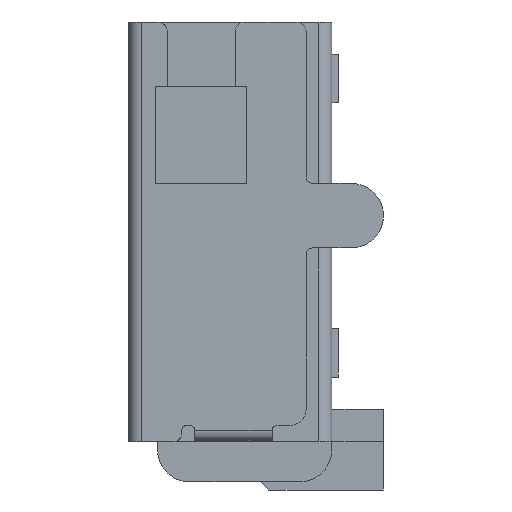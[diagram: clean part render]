
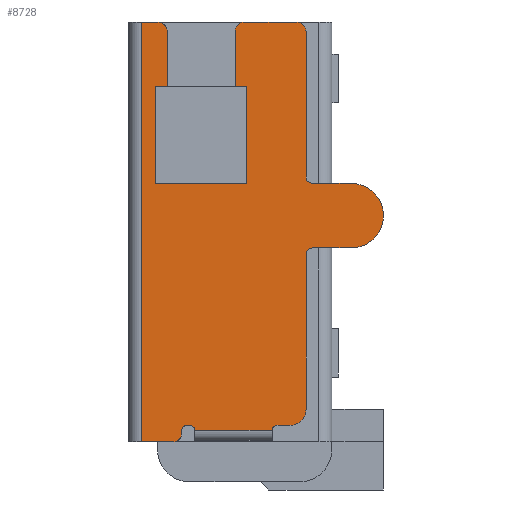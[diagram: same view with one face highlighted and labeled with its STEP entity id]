
A CAD part, left-side view. The second image highlights one B-rep face of the part: STEP entity #8728.
In plain terms, the highlighted planar face has unit normal (-1, 0, 0).
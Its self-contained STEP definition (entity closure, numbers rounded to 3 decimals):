
#232=CIRCLE('',#9336,1.);
#233=CIRCLE('',#9338,0.3);
#234=CIRCLE('',#9339,0.3);
#235=CIRCLE('',#9340,0.2);
#236=CIRCLE('',#9341,0.2);
#237=CIRCLE('',#9342,0.3);
#238=CIRCLE('',#9343,0.25);
#239=CIRCLE('',#9344,0.15);
#240=CIRCLE('',#9345,0.15);
#241=CIRCLE('',#9346,0.15);
#242=CIRCLE('',#9347,0.5);
#243=CIRCLE('',#9348,0.2);
#244=CIRCLE('',#9349,0.2);
#725=FACE_OUTER_BOUND('',#1212,.T.);
#1212=EDGE_LOOP('',(#6322,#6323,#6324,#6325,#6326,#6327,#6328,#6329,#6330,
#6331,#6332,#6333,#6334,#6335,#6336,#6337,#6338,#6339,#6340,#6341,#6342,
#6343,#6344,#6345,#6346,#6347,#6348,#6349,#6350,#6351));
#1672=LINE('',#12770,#2587);
#1677=LINE('',#12784,#2592);
#1764=LINE('',#13051,#2679);
#1973=LINE('',#13536,#2888);
#1976=LINE('',#13548,#2891);
#1977=LINE('',#13552,#2892);
#1978=LINE('',#13554,#2893);
#1979=LINE('',#13556,#2894);
#1980=LINE('',#13560,#2895);
#1981=LINE('',#13562,#2896);
#1982=LINE('',#13566,#2897);
#1983=LINE('',#13570,#2898);
#1984=LINE('',#13574,#2899);
#1985=LINE('',#13578,#2900);
#1986=LINE('',#13582,#2901);
#1987=LINE('',#13585,#2902);
#1988=LINE('',#13588,#2903);
#2587=VECTOR('',#10191,1.6);
#2592=VECTOR('',#10202,0.5);
#2679=VECTOR('',#10357,1.);
#2888=VECTOR('',#10806,1.2);
#2891=VECTOR('',#10819,4.5);
#2892=VECTOR('',#10822,0.05);
#2893=VECTOR('',#10823,1.6);
#2894=VECTOR('',#10824,0.05);
#2895=VECTOR('',#10827,4.5);
#2896=VECTOR('',#10830,13.);
#2897=VECTOR('',#10833,0.1);
#2898=VECTOR('',#10836,0.1);
#2899=VECTOR('',#10839,2.4);
#2900=VECTOR('',#10842,0.4);
#2901=VECTOR('',#10845,4.8);
#2902=VECTOR('',#10848,1.2);
#2903=VECTOR('',#10851,4.5);
#3520=VERTEX_POINT('',#12767);
#3521=VERTEX_POINT('',#12769);
#3526=VERTEX_POINT('',#12781);
#3527=VERTEX_POINT('',#12783);
#3617=VERTEX_POINT('',#13048);
#3618=VERTEX_POINT('',#13050);
#3773=VERTEX_POINT('',#13533);
#3774=VERTEX_POINT('',#13535);
#3775=VERTEX_POINT('',#13539);
#3776=VERTEX_POINT('',#13543);
#3777=VERTEX_POINT('',#13545);
#3778=VERTEX_POINT('',#13547);
#3779=VERTEX_POINT('',#13549);
#3780=VERTEX_POINT('',#13551);
#3781=VERTEX_POINT('',#13553);
#3782=VERTEX_POINT('',#13555);
#3783=VERTEX_POINT('',#13557);
#3784=VERTEX_POINT('',#13559);
#3785=VERTEX_POINT('',#13563);
#3786=VERTEX_POINT('',#13565);
#3787=VERTEX_POINT('',#13567);
#3788=VERTEX_POINT('',#13569);
#3789=VERTEX_POINT('',#13571);
#3790=VERTEX_POINT('',#13573);
#3791=VERTEX_POINT('',#13575);
#3792=VERTEX_POINT('',#13577);
#3793=VERTEX_POINT('',#13579);
#3794=VERTEX_POINT('',#13581);
#3795=VERTEX_POINT('',#13583);
#3796=VERTEX_POINT('',#13586);
#4372=EDGE_CURVE('',#3520,#3521,#1672,.T.);
#4379=EDGE_CURVE('',#3526,#3527,#1677,.T.);
#4486=EDGE_CURVE('',#3618,#3617,#1764,.T.);
#4726=EDGE_CURVE('',#3773,#3774,#1973,.T.);
#4728=EDGE_CURVE('',#3774,#3775,#232,.T.);
#4730=EDGE_CURVE('',#3776,#3521,#233,.T.);
#4731=EDGE_CURVE('',#3520,#3777,#234,.T.);
#4732=EDGE_CURVE('',#3778,#3777,#1976,.T.);
#4733=EDGE_CURVE('',#3778,#3779,#235,.T.);
#4734=EDGE_CURVE('',#3780,#3779,#1977,.T.);
#4735=EDGE_CURVE('',#3780,#3781,#1978,.T.);
#4736=EDGE_CURVE('',#3782,#3781,#1979,.T.);
#4737=EDGE_CURVE('',#3782,#3783,#236,.T.);
#4738=EDGE_CURVE('',#3783,#3784,#1980,.T.);
#4739=EDGE_CURVE('',#3784,#3527,#237,.T.);
#4740=EDGE_CURVE('',#3618,#3526,#1981,.T.);
#4741=EDGE_CURVE('',#3785,#3617,#238,.T.);
#4742=EDGE_CURVE('',#3785,#3786,#1982,.T.);
#4743=EDGE_CURVE('',#3786,#3787,#239,.T.);
#4744=EDGE_CURVE('',#3787,#3788,#1983,.T.);
#4745=EDGE_CURVE('',#3788,#3789,#240,.T.);
#4746=EDGE_CURVE('',#3789,#3790,#1984,.T.);
#4747=EDGE_CURVE('',#3790,#3791,#241,.T.);
#4748=EDGE_CURVE('',#3791,#3792,#1985,.T.);
#4749=EDGE_CURVE('',#3793,#3792,#242,.T.);
#4750=EDGE_CURVE('',#3793,#3794,#1986,.T.);
#4751=EDGE_CURVE('',#3795,#3794,#243,.T.);
#4752=EDGE_CURVE('',#3775,#3795,#1987,.T.);
#4753=EDGE_CURVE('',#3796,#3773,#244,.T.);
#4754=EDGE_CURVE('',#3796,#3776,#1988,.T.);
#6322=ORIENTED_EDGE('',*,*,#4730,.T.);
#6323=ORIENTED_EDGE('',*,*,#4372,.F.);
#6324=ORIENTED_EDGE('',*,*,#4731,.T.);
#6325=ORIENTED_EDGE('',*,*,#4732,.F.);
#6326=ORIENTED_EDGE('',*,*,#4733,.T.);
#6327=ORIENTED_EDGE('',*,*,#4734,.F.);
#6328=ORIENTED_EDGE('',*,*,#4735,.T.);
#6329=ORIENTED_EDGE('',*,*,#4736,.F.);
#6330=ORIENTED_EDGE('',*,*,#4737,.T.);
#6331=ORIENTED_EDGE('',*,*,#4738,.T.);
#6332=ORIENTED_EDGE('',*,*,#4739,.T.);
#6333=ORIENTED_EDGE('',*,*,#4379,.F.);
#6334=ORIENTED_EDGE('',*,*,#4740,.F.);
#6335=ORIENTED_EDGE('',*,*,#4486,.T.);
#6336=ORIENTED_EDGE('',*,*,#4741,.F.);
#6337=ORIENTED_EDGE('',*,*,#4742,.T.);
#6338=ORIENTED_EDGE('',*,*,#4743,.T.);
#6339=ORIENTED_EDGE('',*,*,#4744,.T.);
#6340=ORIENTED_EDGE('',*,*,#4745,.T.);
#6341=ORIENTED_EDGE('',*,*,#4746,.T.);
#6342=ORIENTED_EDGE('',*,*,#4747,.T.);
#6343=ORIENTED_EDGE('',*,*,#4748,.T.);
#6344=ORIENTED_EDGE('',*,*,#4749,.F.);
#6345=ORIENTED_EDGE('',*,*,#4750,.T.);
#6346=ORIENTED_EDGE('',*,*,#4751,.F.);
#6347=ORIENTED_EDGE('',*,*,#4752,.F.);
#6348=ORIENTED_EDGE('',*,*,#4728,.F.);
#6349=ORIENTED_EDGE('',*,*,#4726,.F.);
#6350=ORIENTED_EDGE('',*,*,#4753,.F.);
#6351=ORIENTED_EDGE('',*,*,#4754,.T.);
#8148=PLANE('',#9337);
#8728=ADVANCED_FACE('',(#725),#8148,.T.);
#9336=AXIS2_PLACEMENT_3D('',#13540,#10810,#10811);
#9337=AXIS2_PLACEMENT_3D('',#13542,#10813,#10814);
#9338=AXIS2_PLACEMENT_3D('',#13544,#10815,#10816);
#9339=AXIS2_PLACEMENT_3D('',#13546,#10817,#10818);
#9340=AXIS2_PLACEMENT_3D('',#13550,#10820,#10821);
#9341=AXIS2_PLACEMENT_3D('',#13558,#10825,#10826);
#9342=AXIS2_PLACEMENT_3D('',#13561,#10828,#10829);
#9343=AXIS2_PLACEMENT_3D('',#13564,#10831,#10832);
#9344=AXIS2_PLACEMENT_3D('',#13568,#10834,#10835);
#9345=AXIS2_PLACEMENT_3D('',#13572,#10837,#10838);
#9346=AXIS2_PLACEMENT_3D('',#13576,#10840,#10841);
#9347=AXIS2_PLACEMENT_3D('',#13580,#10843,#10844);
#9348=AXIS2_PLACEMENT_3D('',#13584,#10846,#10847);
#9349=AXIS2_PLACEMENT_3D('',#13587,#10849,#10850);
#10191=DIRECTION('',(0.,-1.,0.));
#10202=DIRECTION('',(0.,-1.,0.));
#10357=DIRECTION('',(0.,-1.,0.));
#10806=DIRECTION('',(0.,-1.,0.));
#10810=DIRECTION('center_axis',(1.,0.,0.));
#10811=DIRECTION('ref_axis',(0.,0.,1.));
#10813=DIRECTION('center_axis',(-1.,0.,0.));
#10814=DIRECTION('ref_axis',(0.,-1.,0.));
#10815=DIRECTION('center_axis',(-1.,0.,0.));
#10816=DIRECTION('ref_axis',(0.,-1.,0.));
#10817=DIRECTION('center_axis',(-1.,0.,0.));
#10818=DIRECTION('ref_axis',(0.,0.,1.));
#10819=DIRECTION('',(0.,0.,1.));
#10820=DIRECTION('center_axis',(1.,0.,0.));
#10821=DIRECTION('ref_axis',(0.,-1.,0.));
#10822=DIRECTION('',(0.,-1.,0.));
#10823=DIRECTION('',(0.,1.,0.));
#10824=DIRECTION('',(0.,-1.,0.));
#10825=DIRECTION('center_axis',(1.,0.,0.));
#10826=DIRECTION('ref_axis',(0.,0.,-1.));
#10827=DIRECTION('',(0.,0.,1.));
#10828=DIRECTION('center_axis',(-1.,0.,0.));
#10829=DIRECTION('ref_axis',(0.,-1.,0.));
#10830=DIRECTION('',(0.,0.,1.));
#10831=DIRECTION('center_axis',(1.,0.,0.));
#10832=DIRECTION('ref_axis',(0.,-1.,0.));
#10833=DIRECTION('',(0.,0.,1.));
#10834=DIRECTION('center_axis',(1.,0.,0.));
#10835=DIRECTION('ref_axis',(0.,1.,0.));
#10836=DIRECTION('',(0.,-1.,0.));
#10837=DIRECTION('center_axis',(1.,0.,0.));
#10838=DIRECTION('ref_axis',(0.,0.,1.));
#10839=DIRECTION('',(0.,-1.,0.));
#10840=DIRECTION('center_axis',(1.,0.,0.));
#10841=DIRECTION('ref_axis',(0.,1.,0.002));
#10842=DIRECTION('',(0.,-1.,0.));
#10843=DIRECTION('center_axis',(1.,0.,0.));
#10844=DIRECTION('ref_axis',(0.,-1.,0.));
#10845=DIRECTION('',(0.,0.,1.));
#10846=DIRECTION('center_axis',(-1.,0.,0.));
#10847=DIRECTION('ref_axis',(0.,0.,1.));
#10848=DIRECTION('',(0.,1.,0.));
#10849=DIRECTION('center_axis',(-1.,0.,0.));
#10850=DIRECTION('ref_axis',(0.,1.,0.));
#10851=DIRECTION('',(0.,0.,1.));
#12767=CARTESIAN_POINT('',(-7.55,-0.35,0.));
#12769=CARTESIAN_POINT('',(-7.55,-1.95,0.));
#12770=CARTESIAN_POINT('',(-7.55,-0.35,0.));
#12781=CARTESIAN_POINT('',(-7.55,2.85,0.));
#12783=CARTESIAN_POINT('',(-7.55,2.35,0.));
#12784=CARTESIAN_POINT('',(-7.55,2.85,0.));
#13048=CARTESIAN_POINT('',(-7.55,1.85,-13.));
#13050=CARTESIAN_POINT('',(-7.55,2.85,-13.));
#13051=CARTESIAN_POINT('',(-7.55,2.85,-13.));
#13533=CARTESIAN_POINT('',(-7.55,-2.45,-5.));
#13535=CARTESIAN_POINT('',(-7.55,-3.65,-5.));
#13536=CARTESIAN_POINT('',(-7.55,-2.45,-5.));
#13539=CARTESIAN_POINT('',(-7.55,-3.65,-7.));
#13540=CARTESIAN_POINT('Origin',(-7.55,-3.65,-6.));
#13542=CARTESIAN_POINT('Origin',(-7.55,2.85,-13.));
#13543=CARTESIAN_POINT('',(-7.55,-2.25,-0.3));
#13544=CARTESIAN_POINT('Origin',(-7.55,-1.95,-0.3));
#13545=CARTESIAN_POINT('',(-7.55,-0.05,-0.3));
#13546=CARTESIAN_POINT('Origin',(-7.55,-0.35,-0.3));
#13547=CARTESIAN_POINT('',(-7.55,-0.05,-4.8));
#13548=CARTESIAN_POINT('',(-7.55,-0.05,-4.8));
#13549=CARTESIAN_POINT('',(-7.55,0.15,-5.));
#13550=CARTESIAN_POINT('Origin',(-7.55,0.15,-4.8));
#13551=CARTESIAN_POINT('',(-7.55,0.2,-5.));
#13552=CARTESIAN_POINT('',(-7.55,0.2,-5.));
#13553=CARTESIAN_POINT('',(-7.55,1.8,-5.));
#13554=CARTESIAN_POINT('',(-7.55,0.2,-5.));
#13555=CARTESIAN_POINT('',(-7.55,1.85,-5.));
#13556=CARTESIAN_POINT('',(-7.55,1.85,-5.));
#13557=CARTESIAN_POINT('',(-7.55,2.05,-4.8));
#13558=CARTESIAN_POINT('Origin',(-7.55,1.85,-4.8));
#13559=CARTESIAN_POINT('',(-7.55,2.05,-0.3));
#13560=CARTESIAN_POINT('',(-7.55,2.05,-4.8));
#13561=CARTESIAN_POINT('Origin',(-7.55,2.35,-0.3));
#13562=CARTESIAN_POINT('',(-7.55,2.85,-13.));
#13563=CARTESIAN_POINT('',(-7.55,1.6,-12.75));
#13564=CARTESIAN_POINT('Origin',(-7.55,1.85,-12.75));
#13565=CARTESIAN_POINT('',(-7.55,1.6,-12.65));
#13566=CARTESIAN_POINT('',(-7.55,1.6,-12.75));
#13567=CARTESIAN_POINT('',(-7.55,1.45,-12.5));
#13568=CARTESIAN_POINT('Origin',(-7.55,1.45,-12.65));
#13569=CARTESIAN_POINT('',(-7.55,1.35,-12.5));
#13570=CARTESIAN_POINT('',(-7.55,1.45,-12.5));
#13571=CARTESIAN_POINT('',(-7.55,1.2,-12.65));
#13572=CARTESIAN_POINT('Origin',(-7.55,1.35,-12.65));
#13573=CARTESIAN_POINT('',(-7.55,-1.2,-12.65));
#13574=CARTESIAN_POINT('',(-7.55,1.2,-12.65));
#13575=CARTESIAN_POINT('',(-7.55,-1.35,-12.5));
#13576=CARTESIAN_POINT('Origin',(-7.55,-1.35,-12.65));
#13577=CARTESIAN_POINT('',(-7.55,-1.75,-12.5));
#13578=CARTESIAN_POINT('',(-7.55,-1.35,-12.5));
#13579=CARTESIAN_POINT('',(-7.55,-2.25,-12.));
#13580=CARTESIAN_POINT('Origin',(-7.55,-1.75,-12.));
#13581=CARTESIAN_POINT('',(-7.55,-2.25,-7.2));
#13582=CARTESIAN_POINT('',(-7.55,-2.25,-12.));
#13583=CARTESIAN_POINT('',(-7.55,-2.45,-7.));
#13584=CARTESIAN_POINT('Origin',(-7.55,-2.45,-7.2));
#13585=CARTESIAN_POINT('',(-7.55,-3.65,-7.));
#13586=CARTESIAN_POINT('',(-7.55,-2.25,-4.8));
#13587=CARTESIAN_POINT('Origin',(-7.55,-2.45,-4.8));
#13588=CARTESIAN_POINT('',(-7.55,-2.25,-4.8));
